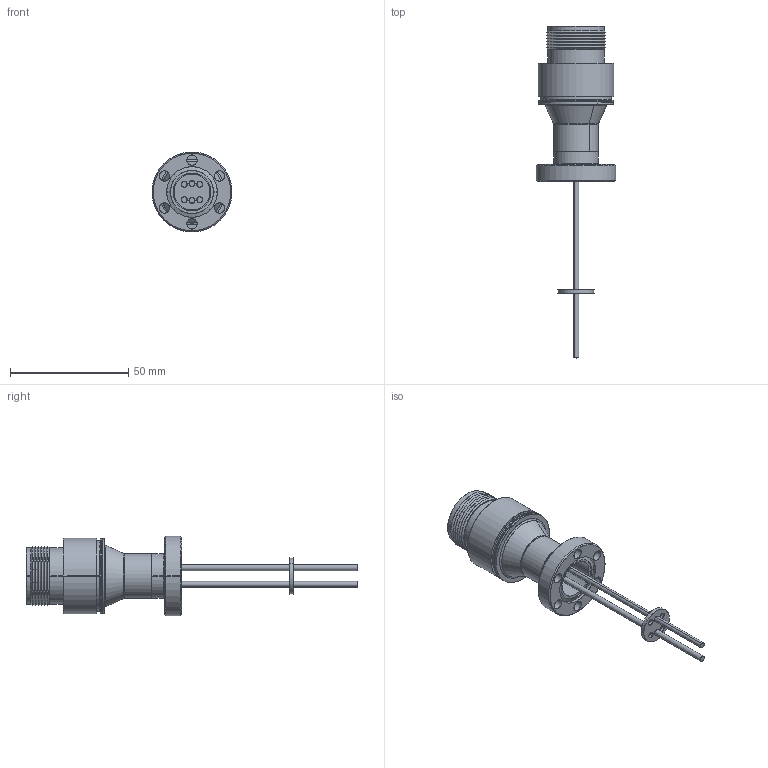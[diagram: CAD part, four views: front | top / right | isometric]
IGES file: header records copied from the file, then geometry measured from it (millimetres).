
Start section: SolidWorks IGES file using analytic representation for surfaces
Global section: file name: 18095-02-CF.IGS; native system: SolidWorks 2012; preprocessor: SolidWorks 2012; author: Lee Sanders; date: 140130.141930; units: inch
Bounding box: 33.78 x 140.34 x 33.78 mm (x, y, z)
Surface area: 21754.3 mm2 (no closed solid volume)
Topology: 0 solids, 0 shells, 241 faces, 4678 edges, 4676 vertices
Faces by surface type: revolution 176, bspline 65
